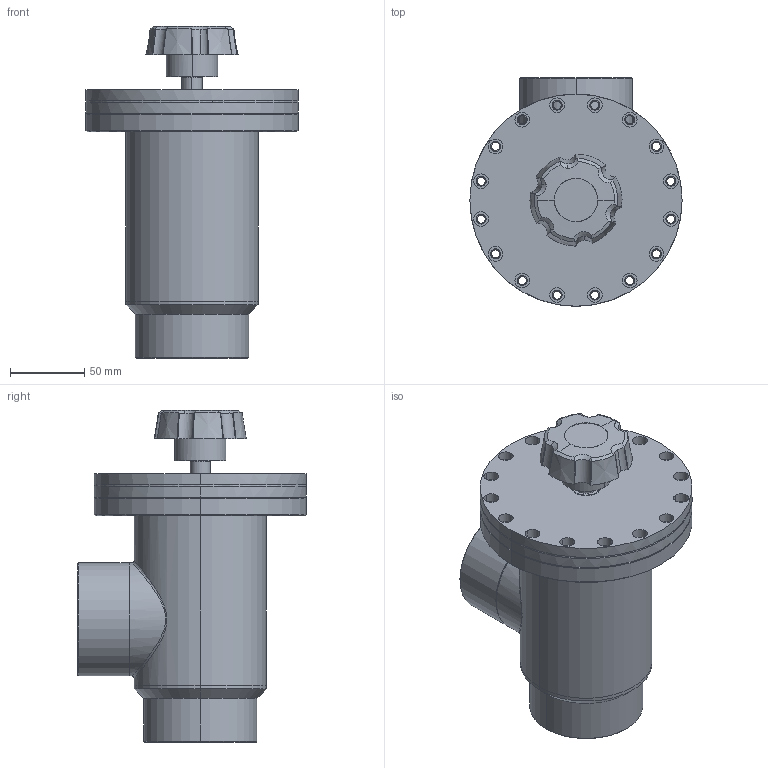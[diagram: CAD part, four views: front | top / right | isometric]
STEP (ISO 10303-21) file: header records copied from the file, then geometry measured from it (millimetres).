
FILE_DESCRIPTION (( 'STEP AP214' ), '1' );
FILE_NAME ('MA-300-H_MANUAL_ANGLE_VALVE.STEP', '2020-05-19T07:55:09', ( 'admin' ), ( 'Microsoft' ), 'SwSTEP 2.0', 'SolidWorks 2016', '' );
FILE_SCHEMA (( 'AUTOMOTIVE_DESIGN' ));
Length unit declared in the file: inch
Products named in the file (1): MA-300-H_MANUAL_ANGLE_VALVE
Bounding box: 142.88 x 153.99 x 223.49 mm (x, y, z)
Volume: 471145.4 mm3; surface area: 214547 mm2
Topology: 9 solids, 9 shells, 366 faces, 928 edges, 611 vertices
Faces by surface type: cylinder 192, plane 81, cone 75, bspline 18
Entity records: 14392 total; most frequent: CARTESIAN_POINT 5277, DIRECTION 1887, ORIENTED_EDGE 1856, EDGE_CURVE 928, AXIS2_PLACEMENT_3D 802, VERTEX_POINT 611, EDGE_LOOP 479, CIRCLE 453
